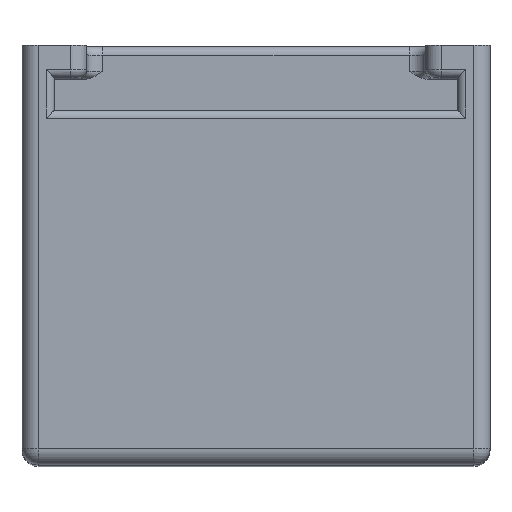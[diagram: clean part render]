
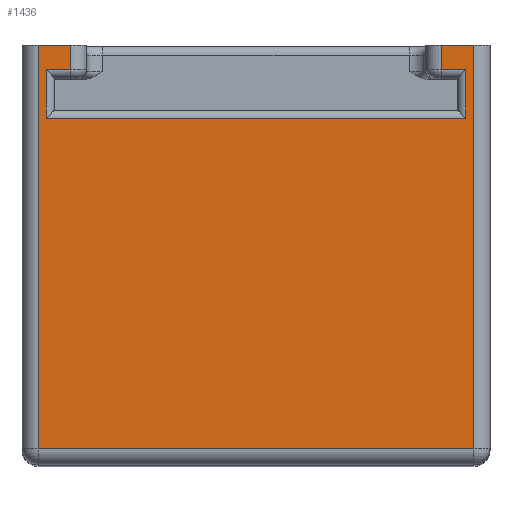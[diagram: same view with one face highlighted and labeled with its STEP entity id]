
A CAD part, top view. The second image highlights one B-rep face of the part: STEP entity #1436.
In plain terms, the highlighted planar face has unit normal (0, 0, 1).
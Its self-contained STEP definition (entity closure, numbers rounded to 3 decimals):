
#37 = VERTEX_POINT ( 'NONE', #2314 ) ;
#49 = CARTESIAN_POINT ( 'NONE',  ( 13.5, -1., 27. ) ) ;
#74 = LINE ( 'NONE', #826, #1407 ) ;
#80 = DIRECTION ( 'NONE',  ( 1., 0., 0. ) ) ;
#92 = LINE ( 'NONE', #2000, #946 ) ;
#100 = PLANE ( 'NONE',  #1583 ) ;
#125 = VERTEX_POINT ( 'NONE', #731 ) ;
#183 = LINE ( 'NONE', #1519, #190 ) ;
#190 = VECTOR ( 'NONE', #536, 1000. ) ;
#198 = CARTESIAN_POINT ( 'NONE',  ( 13., 19.5, 27. ) ) ;
#236 = DIRECTION ( 'NONE',  ( 1., 0., 0. ) ) ;
#301 = ORIENTED_EDGE ( 'NONE', *, *, #1634, .T. ) ;
#307 = VECTOR ( 'NONE', #894, 1000. ) ;
#317 = EDGE_CURVE ( 'NONE', #796, #2241, #2049, .T. ) ;
#339 = ORIENTED_EDGE ( 'NONE', *, *, #413, .T. ) ;
#413 = EDGE_CURVE ( 'NONE', #1762, #1699, #2399, .T. ) ;
#415 = EDGE_CURVE ( 'NONE', #37, #450, #467, .T. ) ;
#450 = VERTEX_POINT ( 'NONE', #813 ) ;
#467 = LINE ( 'NONE', #632, #1276 ) ;
#535 = CARTESIAN_POINT ( 'NONE',  ( 13., 22.5, 27. ) ) ;
#536 = DIRECTION ( 'NONE',  ( 0., -1., 0. ) ) ;
#549 = DIRECTION ( 'NONE',  ( -1., 0., 0. ) ) ;
#557 = VERTEX_POINT ( 'NONE', #1284 ) ;
#575 = ORIENTED_EDGE ( 'NONE', *, *, #1002, .T. ) ;
#594 = EDGE_CURVE ( 'NONE', #2241, #1762, #2286, .T. ) ;
#614 = ORIENTED_EDGE ( 'NONE', *, *, #1088, .T. ) ;
#628 = EDGE_CURVE ( 'NONE', #715, #1184, #183, .T. ) ;
#632 = CARTESIAN_POINT ( 'NONE',  ( -14.5, 24., 27. ) ) ;
#649 = LINE ( 'NONE', #1051, #1431 ) ;
#698 = ORIENTED_EDGE ( 'NONE', *, *, #2466, .F. ) ;
#715 = VERTEX_POINT ( 'NONE', #2454 ) ;
#731 = CARTESIAN_POINT ( 'NONE',  ( -11.5, 22.5, 27. ) ) ;
#786 = ORIENTED_EDGE ( 'NONE', *, *, #985, .T. ) ;
#796 = VERTEX_POINT ( 'NONE', #535 ) ;
#804 = DIRECTION ( 'NONE',  ( 0., 0., -1. ) ) ;
#813 = CARTESIAN_POINT ( 'NONE',  ( -11.5, 24., 27. ) ) ;
#820 = VECTOR ( 'NONE', #549, 1000. ) ;
#826 = CARTESIAN_POINT ( 'NONE',  ( -14.5, 24., 27. ) ) ;
#853 = VECTOR ( 'NONE', #1292, 1000. ) ;
#894 = DIRECTION ( 'NONE',  ( 0., -1., 0. ) ) ;
#911 = CARTESIAN_POINT ( 'NONE',  ( 13., 20., 27. ) ) ;
#935 = CARTESIAN_POINT ( 'NONE',  ( -14.5, 19.5, 27. ) ) ;
#946 = VECTOR ( 'NONE', #2183, 1000. ) ;
#982 = VECTOR ( 'NONE', #80, 1000. ) ;
#985 = EDGE_CURVE ( 'NONE', #37, #2335, #92, .T. ) ;
#1002 = EDGE_CURVE ( 'NONE', #2335, #1972, #1266, .T. ) ;
#1019 = LINE ( 'NONE', #1878, #853 ) ;
#1051 = CARTESIAN_POINT ( 'NONE',  ( -14.5, 22.5, 27. ) ) ;
#1078 = ORIENTED_EDGE ( 'NONE', *, *, #2036, .T. ) ;
#1082 = DIRECTION ( 'NONE',  ( 0., 1., 0. ) ) ;
#1088 = EDGE_CURVE ( 'NONE', #1972, #557, #1019, .T. ) ;
#1149 = CARTESIAN_POINT ( 'NONE',  ( -13.5, -1., 27. ) ) ;
#1184 = VERTEX_POINT ( 'NONE', #2093 ) ;
#1202 = VECTOR ( 'NONE', #1612, 1000. ) ;
#1237 = VECTOR ( 'NONE', #1082, 1000. ) ;
#1266 = LINE ( 'NONE', #1605, #982 ) ;
#1276 = VECTOR ( 'NONE', #2218, 1000. ) ;
#1284 = CARTESIAN_POINT ( 'NONE',  ( 13.5, 24., 27. ) ) ;
#1292 = DIRECTION ( 'NONE',  ( 0., 1., 0. ) ) ;
#1348 = EDGE_CURVE ( 'NONE', #125, #450, #1729, .T. ) ;
#1358 = ORIENTED_EDGE ( 'NONE', *, *, #594, .T. ) ;
#1407 = VECTOR ( 'NONE', #236, 1000. ) ;
#1431 = VECTOR ( 'NONE', #1450, 1000. ) ;
#1436 = ADVANCED_FACE ( 'NONE', ( #2009 ), #100, .F. ) ;
#1450 = DIRECTION ( 'NONE',  ( 1., 0., 0. ) ) ;
#1519 = CARTESIAN_POINT ( 'NONE',  ( 11.496, 24., 27. ) ) ;
#1553 = DIRECTION ( 'NONE',  ( 0., 1., 0. ) ) ;
#1583 = AXIS2_PLACEMENT_3D ( 'NONE', #1766, #804, #1591 ) ;
#1591 = DIRECTION ( 'NONE',  ( -1., 0., 0. ) ) ;
#1605 = CARTESIAN_POINT ( 'NONE',  ( -14.5, -1., 27. ) ) ;
#1612 = DIRECTION ( 'NONE',  ( 1., 0., 0. ) ) ;
#1634 = EDGE_CURVE ( 'NONE', #1184, #796, #649, .T. ) ;
#1655 = ORIENTED_EDGE ( 'NONE', *, *, #628, .T. ) ;
#1699 = VERTEX_POINT ( 'NONE', #2278 ) ;
#1729 = LINE ( 'NONE', #2290, #2185 ) ;
#1762 = VERTEX_POINT ( 'NONE', #2250 ) ;
#1766 = CARTESIAN_POINT ( 'NONE',  ( -14.5, 24., 27. ) ) ;
#1778 = ORIENTED_EDGE ( 'NONE', *, *, #415, .F. ) ;
#1816 = CARTESIAN_POINT ( 'NONE',  ( -11.5, 22.5, 27. ) ) ;
#1878 = CARTESIAN_POINT ( 'NONE',  ( 13.5, 24., 27. ) ) ;
#1967 = LINE ( 'NONE', #1816, #1202 ) ;
#1972 = VERTEX_POINT ( 'NONE', #49 ) ;
#1975 = CARTESIAN_POINT ( 'NONE',  ( -13., 22., 27. ) ) ;
#2000 = CARTESIAN_POINT ( 'NONE',  ( -13.5, 24., 27. ) ) ;
#2009 = FACE_OUTER_BOUND ( 'NONE', #2375, .T. ) ;
#2036 = EDGE_CURVE ( 'NONE', #1699, #125, #1967, .T. ) ;
#2049 = LINE ( 'NONE', #911, #307 ) ;
#2093 = CARTESIAN_POINT ( 'NONE',  ( 11.496, 22.5, 27. ) ) ;
#2156 = ORIENTED_EDGE ( 'NONE', *, *, #317, .T. ) ;
#2183 = DIRECTION ( 'NONE',  ( 0., -1., 0. ) ) ;
#2185 = VECTOR ( 'NONE', #1553, 1000. ) ;
#2218 = DIRECTION ( 'NONE',  ( 1., 0., 0. ) ) ;
#2241 = VERTEX_POINT ( 'NONE', #198 ) ;
#2250 = CARTESIAN_POINT ( 'NONE',  ( -13., 19.5, 27. ) ) ;
#2278 = CARTESIAN_POINT ( 'NONE',  ( -13., 22.5, 27. ) ) ;
#2286 = LINE ( 'NONE', #935, #820 ) ;
#2290 = CARTESIAN_POINT ( 'NONE',  ( -11.5, 24., 27. ) ) ;
#2300 = ORIENTED_EDGE ( 'NONE', *, *, #1348, .T. ) ;
#2314 = CARTESIAN_POINT ( 'NONE',  ( -13.5, 24., 27. ) ) ;
#2335 = VERTEX_POINT ( 'NONE', #1149 ) ;
#2375 = EDGE_LOOP ( 'NONE', ( #1655, #301, #2156, #1358, #339, #1078, #2300, #1778, #786, #575, #614, #698 ) ) ;
#2399 = LINE ( 'NONE', #1975, #1237 ) ;
#2454 = CARTESIAN_POINT ( 'NONE',  ( 11.496, 24., 27. ) ) ;
#2466 = EDGE_CURVE ( 'NONE', #715, #557, #74, .T. ) ;
